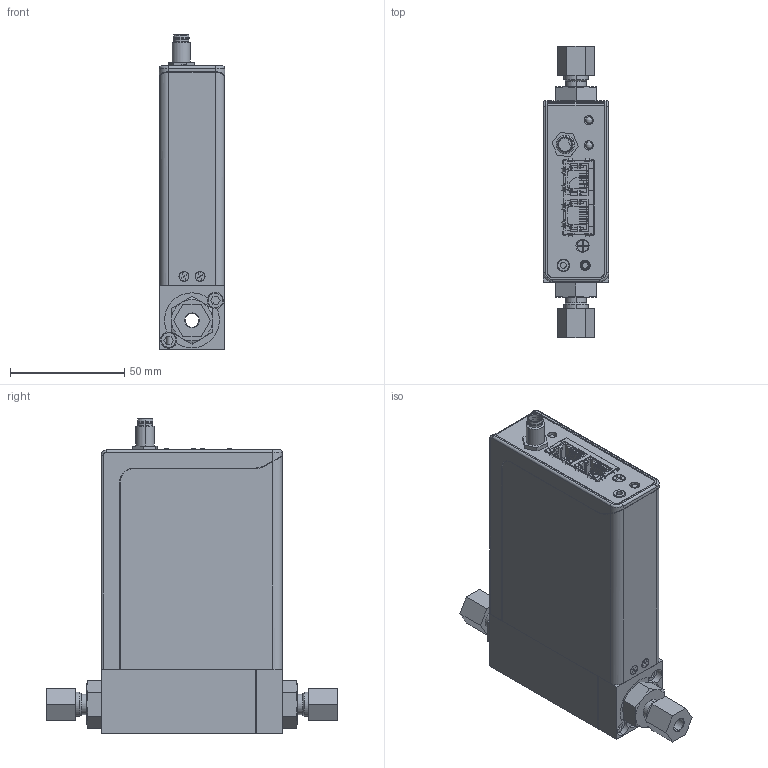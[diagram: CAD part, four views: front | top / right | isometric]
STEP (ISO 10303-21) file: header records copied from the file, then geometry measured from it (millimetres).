
FILE_DESCRIPTION (( 'STEP AP203' ), '1' );
FILE_NAME ('GF040-T6-E5.STEP', '2016-03-23T19:34:02', ( 'mrutkowski' ), ( 'Hewlett-Packard Company' ), 'SwSTEP 2.0', 'SolidWorks 2014', '' );
FILE_SCHEMA (( 'CONFIG_CONTROL_DESIGN' ));
Length unit declared in the file: inch
Products named in the file (1): GF040-T6-E5
Bounding box: 28.57 x 127.3 x 137.5 mm (x, y, z)
Surface area: 42473.1 mm2 (no closed solid volume)
Topology: 0 solids, 39 shells, 603 faces, 2477 edges, 1842 vertices
Faces by surface type: plane 389, cylinder 125, cone 58, bspline 31
Entity records: 26928 total; most frequent: CARTESIAN_POINT 6777, DIRECTION 3972, ORIENTED_EDGE 3768, EDGE_CURVE 2473, VECTOR 1866, LINE 1866, VERTEX_POINT 1842, AXIS2_PLACEMENT_3D 1053
